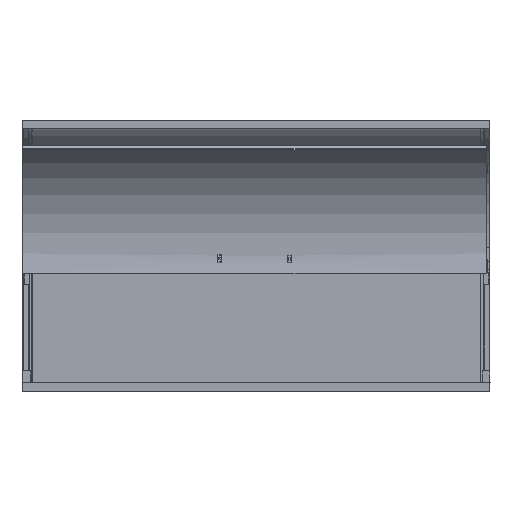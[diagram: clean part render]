
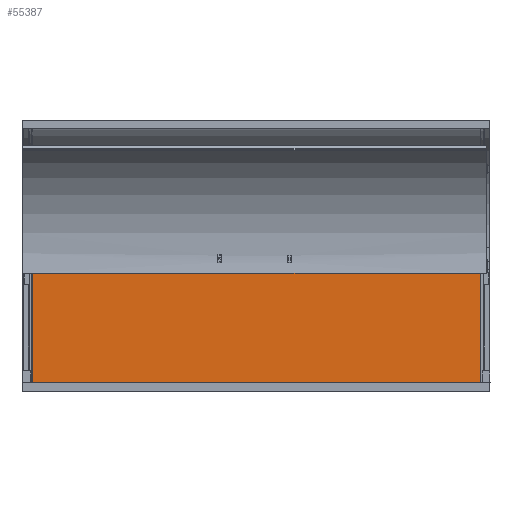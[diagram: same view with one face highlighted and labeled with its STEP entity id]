
A CAD part, left-side view. The second image highlights one B-rep face of the part: STEP entity #55387.
In plain terms, the highlighted planar face has unit normal (-1, 0, 0).
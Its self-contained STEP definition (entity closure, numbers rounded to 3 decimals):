
#282 = CARTESIAN_POINT ( 'NONE',  ( 695.66, 1947., -648.323 ) ) ;
#2008 = VERTEX_POINT ( 'NONE', #2983 ) ;
#2248 = CARTESIAN_POINT ( 'NONE',  ( 695.66, 1952., -651.567 ) ) ;
#2698 = ORIENTED_EDGE ( 'NONE', *, *, #43197, .F. ) ;
#2983 = CARTESIAN_POINT ( 'NONE',  ( 695.66, 1947., -651.435 ) ) ;
#3134 = CARTESIAN_POINT ( 'NONE',  ( 695.66, 1951.3, -651.277 ) ) ;
#4528 = CARTESIAN_POINT ( 'NONE',  ( 695.66, -449.065, -1134.867 ) ) ;
#4881 = VECTOR ( 'NONE', #58925, 1000. ) ;
#5405 = CARTESIAN_POINT ( 'NONE',  ( 695.66, 41.239, -651.567 ) ) ;
#7307 = ORIENTED_EDGE ( 'NONE', *, *, #58239, .T. ) ;
#7830 = LINE ( 'NONE', #5405, #39188 ) ;
#8810 = CARTESIAN_POINT ( 'NONE',  ( 695.66, -449.065, -643.867 ) ) ;
#9885 = LINE ( 'NONE', #32954, #88366 ) ;
#10039 = CARTESIAN_POINT ( 'NONE',  ( 695.66, 1951.3, -650.867 ) ) ;
#10437 = ORIENTED_EDGE ( 'NONE', *, *, #42650, .F. ) ;
#10902 = EDGE_CURVE ( 'NONE', #21742, #84823, #66458, .T. ) ;
#11590 = EDGE_CURVE ( 'NONE', #48422, #20208, #52942, .T. ) ;
#11861 = LINE ( 'NONE', #14783, #49918 ) ;
#13107 = CARTESIAN_POINT ( 'NONE',  ( 695.66, 1947., -648.323 ) ) ;
#13930 = VECTOR ( 'NONE', #18282, 1000. ) ;
#14355 = EDGE_CURVE ( 'NONE', #72873, #45785, #7830, .T. ) ;
#14463 = DIRECTION ( 'NONE',  ( 0., 0., 1. ) ) ;
#14783 = CARTESIAN_POINT ( 'NONE',  ( 695.66, 1958., -1134.867 ) ) ;
#14924 = CARTESIAN_POINT ( 'NONE',  ( 695.66, 48.41, -651.435 ) ) ;
#14931 = CARTESIAN_POINT ( 'NONE',  ( 695.66, 1951.181, -644.214 ) ) ;
#15371 = DIRECTION ( 'NONE',  ( 0., 1., 0. ) ) ;
#16120 = EDGE_LOOP ( 'NONE', ( #74633, #40478, #25873, #2698, #49987, #43704, #57379, #10437, #46033, #7307, #74334, #40720, #18882, #17069 ) ) ;
#17069 = ORIENTED_EDGE ( 'NONE', *, *, #33039, .F. ) ;
#17960 = CARTESIAN_POINT ( 'NONE',  ( 695.66, 1951.3, -644.367 ) ) ;
#18282 = DIRECTION ( 'NONE',  ( 0., 0., 1. ) ) ;
#18882 = ORIENTED_EDGE ( 'NONE', *, *, #91891, .F. ) ;
#19698 = CARTESIAN_POINT ( 'NONE',  ( 695.66, 1948.333, -648.323 ) ) ;
#20208 = VERTEX_POINT ( 'NONE', #17960 ) ;
#21742 = VERTEX_POINT ( 'NONE', #2248 ) ;
#25539 = DIRECTION ( 'NONE',  ( 0., -1., 0. ) ) ;
#25696 = FACE_OUTER_BOUND ( 'NONE', #16120, .T. ) ;
#25873 = ORIENTED_EDGE ( 'NONE', *, *, #34512, .T. ) ;
#27246 = VECTOR ( 'NONE', #15371, 1000. ) ;
#32954 = CARTESIAN_POINT ( 'NONE',  ( 695.66, 1951., -1134.867 ) ) ;
#33039 = EDGE_CURVE ( 'NONE', #56223, #2008, #46323, .T. ) ;
#33557 = EDGE_CURVE ( 'NONE', #56223, #37533, #61498, .T. ) ;
#33590 = CARTESIAN_POINT ( 'NONE',  ( 695.66, 42., -1134.867 ) ) ;
#34512 = EDGE_CURVE ( 'NONE', #47609, #39120, #64296, .T. ) ;
#35270 = CARTESIAN_POINT ( 'NONE',  ( 695.66, 48.291, -651.521 ) ) ;
#37035 = DIRECTION ( 'NONE',  ( 0., 0., 1. ) ) ;
#37533 = VERTEX_POINT ( 'NONE', #78432 ) ;
#38784 = VERTEX_POINT ( 'NONE', #87813 ) ;
#39120 = VERTEX_POINT ( 'NONE', #67732 ) ;
#39188 = VECTOR ( 'NONE', #69989, 1000. ) ;
#39766 = DIRECTION ( 'NONE',  ( 0., -1., 0. ) ) ;
#40478 = ORIENTED_EDGE ( 'NONE', *, *, #53721, .T. ) ;
#40720 = ORIENTED_EDGE ( 'NONE', *, *, #54936, .T. ) ;
#40894 = CARTESIAN_POINT ( 'NONE',  ( 695.66, 48.41, -651.435 ) ) ;
#41871 = CARTESIAN_POINT ( 'NONE',  ( 695.66, 1951., -648.323 ) ) ;
#42650 = EDGE_CURVE ( 'NONE', #79429, #84823, #11861, .T. ) ;
#43197 = EDGE_CURVE ( 'NONE', #20208, #39120, #91903, .T. ) ;
#43314 = CARTESIAN_POINT ( 'NONE',  ( 695.66, 48.148, -651.567 ) ) ;
#43704 = ORIENTED_EDGE ( 'NONE', *, *, #68313, .F. ) ;
#45003 = CARTESIAN_POINT ( 'NONE',  ( 695.66, 1958., -1122.471 ) ) ;
#45579 = AXIS2_PLACEMENT_3D ( 'NONE', #4528, #68782, #68477 ) ;
#45785 = VERTEX_POINT ( 'NONE', #79419 ) ;
#46033 = ORIENTED_EDGE ( 'NONE', *, *, #82737, .T. ) ;
#46323 = LINE ( 'NONE', #63041, #85618 ) ;
#47609 = VERTEX_POINT ( 'NONE', #63329 ) ;
#48422 = VERTEX_POINT ( 'NONE', #59402 ) ;
#49918 = VECTOR ( 'NONE', #14463, 1000. ) ;
#49987 = ORIENTED_EDGE ( 'NONE', *, *, #11590, .F. ) ;
#50252 = CARTESIAN_POINT ( 'NONE',  ( 695.66, 1951.015, -643.867 ) ) ;
#50398 = CARTESIAN_POINT ( 'NONE',  ( 695.66, 1958.761, -651.567 ) ) ;
#50872 = CARTESIAN_POINT ( 'NONE',  ( 695.66, 1951.058, -644.057 ) ) ;
#51341 = VECTOR ( 'NONE', #25539, 1000. ) ;
#51403 = VECTOR ( 'NONE', #39766, 1000. ) ;
#52942 = LINE ( 'NONE', #79998, #75381 ) ;
#53721 = EDGE_CURVE ( 'NONE', #37533, #47609, #9885, .T. ) ;
#54020 = PLANE ( 'NONE',  #45579 ) ;
#54759 = VERTEX_POINT ( 'NONE', #40894 ) ;
#54936 = EDGE_CURVE ( 'NONE', #72873, #54759, #59271, .T. ) ;
#55387 = ADVANCED_FACE ( 'NONE', ( #25696 ), #54020, .T. ) ;
#56223 = VERTEX_POINT ( 'NONE', #282 ) ;
#57379 = ORIENTED_EDGE ( 'NONE', *, *, #10902, .T. ) ;
#58128 = LINE ( 'NONE', #89150, #51341 ) ;
#58239 = EDGE_CURVE ( 'NONE', #38784, #45785, #75608, .T. ) ;
#58925 = DIRECTION ( 'NONE',  ( 0., 1., 0. ) ) ;
#59271 = B_SPLINE_CURVE_WITH_KNOTS ( 'NONE', 3,
 ( #72251, #43314, #35270, #14924 ),
 .UNSPECIFIED., .F., .F.,
 ( 4, 4 ),
 ( 0., 1. ),
 .UNSPECIFIED. ) ;
#59402 = CARTESIAN_POINT ( 'NONE',  ( 695.66, 1951.3, -650.867 ) ) ;
#61095 = CARTESIAN_POINT ( 'NONE',  ( 695.66, 1952., -651.567 ) ) ;
#61498 = B_SPLINE_CURVE_WITH_KNOTS ( 'NONE', 3,
 ( #13107, #19698, #90851, #41871 ),
 .UNSPECIFIED., .F., .F.,
 ( 4, 4 ),
 ( 0., 1. ),
 .UNSPECIFIED. ) ;
#61565 = LINE ( 'NONE', #82747, #51403 ) ;
#63041 = CARTESIAN_POINT ( 'NONE',  ( 695.66, 1947., -1134.867 ) ) ;
#63329 = CARTESIAN_POINT ( 'NONE',  ( 695.66, 1951., -643.867 ) ) ;
#64296 = LINE ( 'NONE', #8810, #4881 ) ;
#66458 = LINE ( 'NONE', #50398, #27246 ) ;
#67517 = CARTESIAN_POINT ( 'NONE',  ( 695.66, 1958., -651.567 ) ) ;
#67732 = CARTESIAN_POINT ( 'NONE',  ( 695.66, 1951.015, -643.867 ) ) ;
#68313 = EDGE_CURVE ( 'NONE', #21742, #48422, #80924, .T. ) ;
#68477 = DIRECTION ( 'NONE',  ( 0., 0., 1. ) ) ;
#68782 = DIRECTION ( 'NONE',  ( -1., 0., 0. ) ) ;
#69942 = DIRECTION ( 'NONE',  ( 0., 0., 1. ) ) ;
#69989 = DIRECTION ( 'NONE',  ( 0., -1., 0. ) ) ;
#72251 = CARTESIAN_POINT ( 'NONE',  ( 695.66, 48., -651.567 ) ) ;
#72873 = VERTEX_POINT ( 'NONE', #88323 ) ;
#74334 = ORIENTED_EDGE ( 'NONE', *, *, #14355, .F. ) ;
#74633 = ORIENTED_EDGE ( 'NONE', *, *, #33557, .T. ) ;
#74897 = CARTESIAN_POINT ( 'NONE',  ( 695.66, 1951.59, -651.567 ) ) ;
#75381 = VECTOR ( 'NONE', #37035, 1000. ) ;
#75608 = LINE ( 'NONE', #33590, #13930 ) ;
#78432 = CARTESIAN_POINT ( 'NONE',  ( 695.66, 1951., -648.323 ) ) ;
#79419 = CARTESIAN_POINT ( 'NONE',  ( 695.66, 42., -651.567 ) ) ;
#79429 = VERTEX_POINT ( 'NONE', #45003 ) ;
#79450 = CARTESIAN_POINT ( 'NONE',  ( 695.66, 1951.3, -644.367 ) ) ;
#79998 = CARTESIAN_POINT ( 'NONE',  ( 695.66, 1951.3, -641.867 ) ) ;
#80924 =( BOUNDED_CURVE ( )  B_SPLINE_CURVE ( 3, ( #61095, #74897, #3134, #10039 ),
 .UNSPECIFIED., .F., .F. ) 
 B_SPLINE_CURVE_WITH_KNOTS ( ( 4, 4 ),
 ( 0., 1. ),
 .UNSPECIFIED. ) 
 CURVE ( )  GEOMETRIC_REPRESENTATION_ITEM ( )  RATIONAL_B_SPLINE_CURVE ( ( 1., 0.805, 0.805, 1. ) ) 
 REPRESENTATION_ITEM ( '' )  );
#82737 = EDGE_CURVE ( 'NONE', #79429, #38784, #61565, .T. ) ;
#82747 = CARTESIAN_POINT ( 'NONE',  ( 695.66, 2000., -1122.471 ) ) ;
#84823 = VERTEX_POINT ( 'NONE', #67517 ) ;
#85618 = VECTOR ( 'NONE', #90633, 1000. ) ;
#87813 = CARTESIAN_POINT ( 'NONE',  ( 695.66, 42., -1122.471 ) ) ;
#88323 = CARTESIAN_POINT ( 'NONE',  ( 695.66, 48., -651.567 ) ) ;
#88366 = VECTOR ( 'NONE', #69942, 1000. ) ;
#89150 = CARTESIAN_POINT ( 'NONE',  ( 695.66, 37., -651.435 ) ) ;
#90633 = DIRECTION ( 'NONE',  ( 0., 0., -1. ) ) ;
#90851 = CARTESIAN_POINT ( 'NONE',  ( 695.66, 1949.667, -648.323 ) ) ;
#91891 = EDGE_CURVE ( 'NONE', #2008, #54759, #58128, .T. ) ;
#91903 = B_SPLINE_CURVE_WITH_KNOTS ( 'NONE', 3,
 ( #79450, #14931, #50872, #50252 ),
 .UNSPECIFIED., .F., .F.,
 ( 4, 4 ),
 ( 0., 0.001 ),
 .UNSPECIFIED. ) ;
